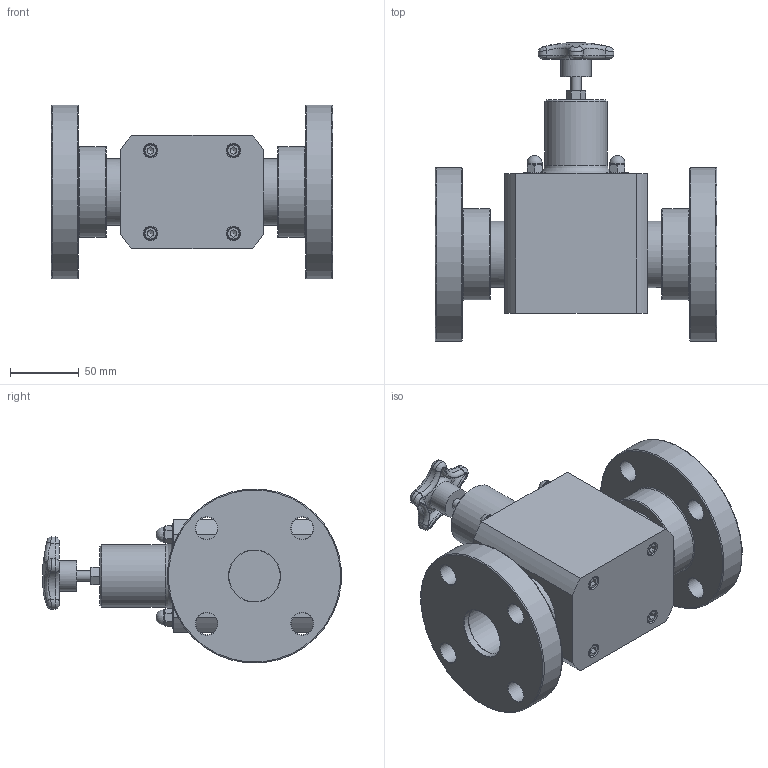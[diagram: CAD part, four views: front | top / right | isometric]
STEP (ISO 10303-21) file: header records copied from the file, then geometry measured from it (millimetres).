
FILE_DESCRIPTION((''),'2;1');
FILE_NAME('TVBF15-PVC-G_R0.stp','2017-07-25T10:10:59',('salesdesk5'),(''),'Autodesk Inventor 2009','Autodesk Inventor 2009','');
FILE_SCHEMA(('AUTOMOTIVE_DESIGN { 1 0 10303 214 1 1 1 1 }'));
Length unit declared in the file: inch
Products named in the file (1): TVBF15-PVC-G_R0
Bounding box: 205.23 x 217.55 x 126.52 mm (x, y, z)
Volume: 1454091.9 mm3; surface area: 181118.1 mm2
Topology: 1 solids, 5 shells, 415 faces, 957 edges, 583 vertices
Faces by surface type: plane 160, bspline 107, cylinder 67, torus 41, cone 23, sphere 17
Full cylindrical faces by diameter (mm): 4.445 x4, 7.442 x1, 9.525 x4, 10.998 x4, 15.875 x4, 16.002 x8, 22.098 x1, 37.49 x2, 38.1 x2, 45.72 x1, 48.26 x2, 66.548 x2, 127 x2
Entity records: 15816 total; most frequent: CARTESIAN_POINT 7069, ORIENTED_EDGE 1692, DIRECTION 1640, EDGE_CURVE 846, AXIS2_PLACEMENT_3D 708, VERTEX_POINT 573, EDGE_LOOP 563, FACE_OUTER_BOUND 415
